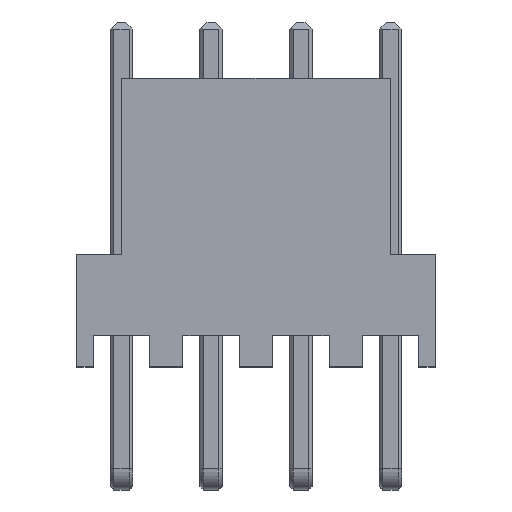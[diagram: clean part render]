
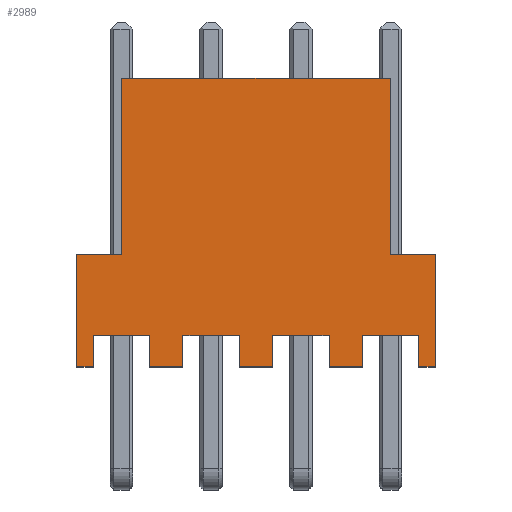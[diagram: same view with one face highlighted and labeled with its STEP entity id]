
A CAD part, top view. The second image highlights one B-rep face of the part: STEP entity #2989.
In plain terms, the highlighted planar face has unit normal (0, 0, 1).
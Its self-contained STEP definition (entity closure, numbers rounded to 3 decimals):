
#131=FACE_OUTER_BOUND('',#304,.T.);
#304=EDGE_LOOP('',(#2172,#2173,#2174,#2175,#2176,#2177,#2178,#2179,#2180,
#2181,#2182,#2183,#2184,#2185,#2186,#2187,#2188,#2189,#2190,#2191,#2192,
#2193,#2194,#2195));
#475=LINE('',#4226,#876);
#479=LINE('',#4235,#880);
#482=LINE('',#4239,#883);
#485=LINE('',#4247,#886);
#489=LINE('',#4256,#890);
#492=LINE('',#4260,#893);
#495=LINE('',#4268,#896);
#499=LINE('',#4277,#900);
#502=LINE('',#4281,#903);
#505=LINE('',#4289,#906);
#509=LINE('',#4298,#910);
#512=LINE('',#4302,#913);
#522=LINE('',#4319,#923);
#523=LINE('',#4322,#924);
#525=LINE('',#4325,#926);
#526=LINE('',#4327,#927);
#528=LINE('',#4333,#929);
#544=LINE('',#4364,#945);
#546=LINE('',#4368,#947);
#547=LINE('',#4371,#948);
#550=LINE('',#4375,#951);
#551=LINE('',#4377,#952);
#552=LINE('',#4379,#953);
#553=LINE('',#4381,#954);
#876=VECTOR('',#3411,10.);
#880=VECTOR('',#3417,10.);
#883=VECTOR('',#3422,10.);
#886=VECTOR('',#3427,10.);
#890=VECTOR('',#3433,10.);
#893=VECTOR('',#3438,10.);
#896=VECTOR('',#3443,10.);
#900=VECTOR('',#3449,10.);
#903=VECTOR('',#3454,10.);
#906=VECTOR('',#3459,10.);
#910=VECTOR('',#3465,10.);
#913=VECTOR('',#3470,10.);
#923=VECTOR('',#3484,10.);
#924=VECTOR('',#3487,10.);
#926=VECTOR('',#3491,10.);
#927=VECTOR('',#3494,10.);
#929=VECTOR('',#3498,10.);
#945=VECTOR('',#3524,10.);
#947=VECTOR('',#3528,10.);
#948=VECTOR('',#3531,10.);
#951=VECTOR('',#3534,10.);
#952=VECTOR('',#3537,10.);
#953=VECTOR('',#3540,10.);
#954=VECTOR('',#3543,10.);
#1261=VERTEX_POINT('',#4223);
#1262=VERTEX_POINT('',#4225);
#1265=VERTEX_POINT('',#4232);
#1266=VERTEX_POINT('',#4234);
#1269=VERTEX_POINT('',#4244);
#1270=VERTEX_POINT('',#4246);
#1273=VERTEX_POINT('',#4253);
#1274=VERTEX_POINT('',#4255);
#1277=VERTEX_POINT('',#4265);
#1278=VERTEX_POINT('',#4267);
#1281=VERTEX_POINT('',#4274);
#1282=VERTEX_POINT('',#4276);
#1285=VERTEX_POINT('',#4286);
#1286=VERTEX_POINT('',#4288);
#1289=VERTEX_POINT('',#4295);
#1290=VERTEX_POINT('',#4297);
#1295=VERTEX_POINT('',#4317);
#1296=VERTEX_POINT('',#4321);
#1298=VERTEX_POINT('',#4330);
#1299=VERTEX_POINT('',#4332);
#1309=VERTEX_POINT('',#4362);
#1310=VERTEX_POINT('',#4366);
#1311=VERTEX_POINT('',#4370);
#1312=VERTEX_POINT('',#4373);
#1555=EDGE_CURVE('',#1262,#1261,#475,.T.);
#1559=EDGE_CURVE('',#1266,#1265,#479,.T.);
#1562=EDGE_CURVE('',#1261,#1266,#482,.T.);
#1565=EDGE_CURVE('',#1270,#1269,#485,.T.);
#1569=EDGE_CURVE('',#1274,#1273,#489,.T.);
#1572=EDGE_CURVE('',#1269,#1274,#492,.T.);
#1575=EDGE_CURVE('',#1278,#1277,#495,.T.);
#1579=EDGE_CURVE('',#1282,#1281,#499,.T.);
#1582=EDGE_CURVE('',#1277,#1282,#502,.T.);
#1585=EDGE_CURVE('',#1286,#1285,#505,.T.);
#1589=EDGE_CURVE('',#1290,#1289,#509,.T.);
#1592=EDGE_CURVE('',#1285,#1290,#512,.T.);
#1602=EDGE_CURVE('',#1289,#1295,#522,.T.);
#1603=EDGE_CURVE('',#1296,#1278,#523,.T.);
#1605=EDGE_CURVE('',#1273,#1286,#525,.T.);
#1606=EDGE_CURVE('',#1281,#1262,#526,.T.);
#1608=EDGE_CURVE('',#1298,#1299,#528,.T.);
#1624=EDGE_CURVE('',#1309,#1298,#544,.T.);
#1626=EDGE_CURVE('',#1310,#1309,#546,.T.);
#1627=EDGE_CURVE('',#1311,#1299,#547,.T.);
#1630=EDGE_CURVE('',#1310,#1312,#550,.T.);
#1631=EDGE_CURVE('',#1312,#1296,#551,.T.);
#1632=EDGE_CURVE('',#1295,#1311,#552,.T.);
#1633=EDGE_CURVE('',#1265,#1270,#553,.T.);
#2172=ORIENTED_EDGE('',*,*,#1559,.T.);
#2173=ORIENTED_EDGE('',*,*,#1633,.T.);
#2174=ORIENTED_EDGE('',*,*,#1565,.T.);
#2175=ORIENTED_EDGE('',*,*,#1572,.T.);
#2176=ORIENTED_EDGE('',*,*,#1569,.T.);
#2177=ORIENTED_EDGE('',*,*,#1605,.T.);
#2178=ORIENTED_EDGE('',*,*,#1585,.T.);
#2179=ORIENTED_EDGE('',*,*,#1592,.T.);
#2180=ORIENTED_EDGE('',*,*,#1589,.T.);
#2181=ORIENTED_EDGE('',*,*,#1602,.T.);
#2182=ORIENTED_EDGE('',*,*,#1632,.T.);
#2183=ORIENTED_EDGE('',*,*,#1627,.T.);
#2184=ORIENTED_EDGE('',*,*,#1608,.F.);
#2185=ORIENTED_EDGE('',*,*,#1624,.F.);
#2186=ORIENTED_EDGE('',*,*,#1626,.F.);
#2187=ORIENTED_EDGE('',*,*,#1630,.T.);
#2188=ORIENTED_EDGE('',*,*,#1631,.T.);
#2189=ORIENTED_EDGE('',*,*,#1603,.T.);
#2190=ORIENTED_EDGE('',*,*,#1575,.T.);
#2191=ORIENTED_EDGE('',*,*,#1582,.T.);
#2192=ORIENTED_EDGE('',*,*,#1579,.T.);
#2193=ORIENTED_EDGE('',*,*,#1606,.T.);
#2194=ORIENTED_EDGE('',*,*,#1555,.T.);
#2195=ORIENTED_EDGE('',*,*,#1562,.T.);
#2848=PLANE('',#3172);
#2989=ADVANCED_FACE('',(#131),#2848,.T.);
#3172=AXIS2_PLACEMENT_3D('',#4382,#3544,#3545);
#3411=DIRECTION('',(0.,1.,0.));
#3417=DIRECTION('',(0.,-1.,0.));
#3422=DIRECTION('',(1.,0.,0.));
#3427=DIRECTION('',(0.,1.,0.));
#3433=DIRECTION('',(0.,-1.,0.));
#3438=DIRECTION('',(1.,0.,0.));
#3443=DIRECTION('',(0.,1.,0.));
#3449=DIRECTION('',(0.,-1.,0.));
#3454=DIRECTION('',(1.,0.,0.));
#3459=DIRECTION('',(0.,1.,0.));
#3465=DIRECTION('',(0.,-1.,0.));
#3470=DIRECTION('',(1.,0.,0.));
#3484=DIRECTION('',(1.,0.,0.));
#3487=DIRECTION('',(1.,0.,0.));
#3491=DIRECTION('',(1.,0.,0.));
#3494=DIRECTION('',(1.,0.,0.));
#3498=DIRECTION('',(0.,-1.,0.));
#3524=DIRECTION('',(1.,0.,0.));
#3528=DIRECTION('',(0.,1.,0.));
#3531=DIRECTION('',(-1.,0.,0.));
#3534=DIRECTION('',(-1.,0.,0.));
#3537=DIRECTION('',(0.,-1.,0.));
#3540=DIRECTION('',(0.,1.,0.));
#3543=DIRECTION('',(1.,0.,0.));
#3544=DIRECTION('center_axis',(0.,0.,1.));
#3545=DIRECTION('ref_axis',(1.,0.,0.));
#4223=CARTESIAN_POINT('',(-2.07,4.05,6.35));
#4225=CARTESIAN_POINT('',(-2.07,3.15,6.35));
#4226=CARTESIAN_POINT('',(-2.07,3.945,6.35));
#4232=CARTESIAN_POINT('',(-0.47,3.15,6.35));
#4234=CARTESIAN_POINT('',(-0.47,4.05,6.35));
#4235=CARTESIAN_POINT('',(-0.47,4.395,6.35));
#4239=CARTESIAN_POINT('',(-1.035,4.05,6.35));
#4244=CARTESIAN_POINT('',(0.47,4.05,6.35));
#4246=CARTESIAN_POINT('',(0.47,3.15,6.35));
#4247=CARTESIAN_POINT('',(0.47,3.945,6.35));
#4253=CARTESIAN_POINT('',(2.07,3.15,6.35));
#4255=CARTESIAN_POINT('',(2.07,4.05,6.35));
#4256=CARTESIAN_POINT('',(2.07,4.395,6.35));
#4260=CARTESIAN_POINT('',(0.235,4.05,6.35));
#4265=CARTESIAN_POINT('',(-4.61,4.05,6.35));
#4267=CARTESIAN_POINT('',(-4.61,3.15,6.35));
#4268=CARTESIAN_POINT('',(-4.61,3.945,6.35));
#4274=CARTESIAN_POINT('',(-3.01,3.15,6.35));
#4276=CARTESIAN_POINT('',(-3.01,4.05,6.35));
#4277=CARTESIAN_POINT('',(-3.01,4.395,6.35));
#4281=CARTESIAN_POINT('',(-2.305,4.05,6.35));
#4286=CARTESIAN_POINT('',(3.01,4.05,6.35));
#4288=CARTESIAN_POINT('',(3.01,3.15,6.35));
#4289=CARTESIAN_POINT('',(3.01,3.945,6.35));
#4295=CARTESIAN_POINT('',(4.61,3.15,6.35));
#4297=CARTESIAN_POINT('',(4.61,4.05,6.35));
#4298=CARTESIAN_POINT('',(4.61,4.395,6.35));
#4302=CARTESIAN_POINT('',(1.505,4.05,6.35));
#4317=CARTESIAN_POINT('',(5.08,3.15,6.35));
#4319=CARTESIAN_POINT('',(5.08,3.15,6.35));
#4321=CARTESIAN_POINT('',(-5.08,3.15,6.35));
#4322=CARTESIAN_POINT('',(5.08,3.15,6.35));
#4325=CARTESIAN_POINT('',(5.08,3.15,6.35));
#4327=CARTESIAN_POINT('',(5.08,3.15,6.35));
#4330=CARTESIAN_POINT('',(3.8,11.33,6.35));
#4332=CARTESIAN_POINT('',(3.8,6.33,6.35));
#4333=CARTESIAN_POINT('',(3.8,10.08,6.35));
#4362=CARTESIAN_POINT('',(-3.8,11.33,6.35));
#4364=CARTESIAN_POINT('',(0.,11.33,6.35));
#4366=CARTESIAN_POINT('',(-3.8,6.33,6.35));
#4368=CARTESIAN_POINT('',(-3.8,10.08,6.35));
#4370=CARTESIAN_POINT('',(5.08,6.33,6.35));
#4371=CARTESIAN_POINT('',(-5.08,6.33,6.35));
#4373=CARTESIAN_POINT('',(-5.08,6.33,6.35));
#4375=CARTESIAN_POINT('',(-5.08,6.33,6.35));
#4377=CARTESIAN_POINT('',(-5.08,3.15,6.35));
#4379=CARTESIAN_POINT('',(5.08,6.33,6.35));
#4381=CARTESIAN_POINT('',(5.08,3.15,6.35));
#4382=CARTESIAN_POINT('Origin',(0.,4.74,6.35));
